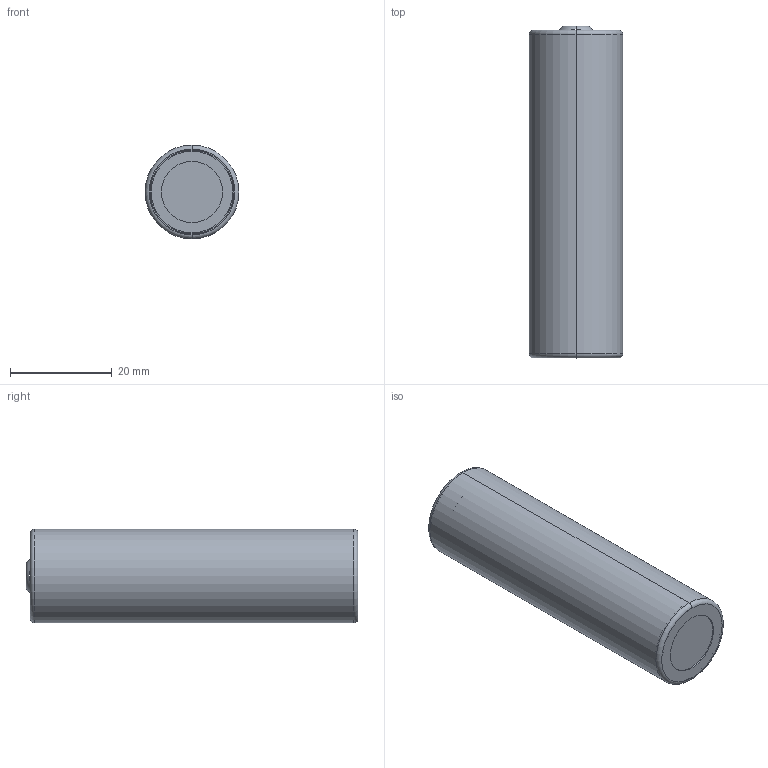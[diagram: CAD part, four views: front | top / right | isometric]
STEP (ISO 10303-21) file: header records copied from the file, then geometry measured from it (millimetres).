
FILE_DESCRIPTION (( 'STEP AP214' ), '1' );
FILE_NAME ('li ion battery 18650.STEP', '2019-10-31T11:48:05', ( '' ), ( '' ), 'SwSTEP 2.0', 'SolidWorks 2018', '' );
FILE_SCHEMA (( 'AUTOMOTIVE_DESIGN' ));
Length unit declared in the file: millimetre
Products named in the file (1): li ion battery 18650
Bounding box: 18.4 x 65.2 x 18.4 mm (x, y, z)
Volume: 16658.1 mm3; surface area: 13221 mm2
Topology: 5 solids, 5 shells, 112 faces, 275 edges, 176 vertices
Faces by surface type: cylinder 55, torus 30, plane 27
Entity records: 3913 total; most frequent: CARTESIAN_POINT 822, DIRECTION 587, ORIENTED_EDGE 550, EDGE_CURVE 275, AXIS2_PLACEMENT_3D 261, VERTEX_POINT 176, CIRCLE 148, EDGE_LOOP 129
